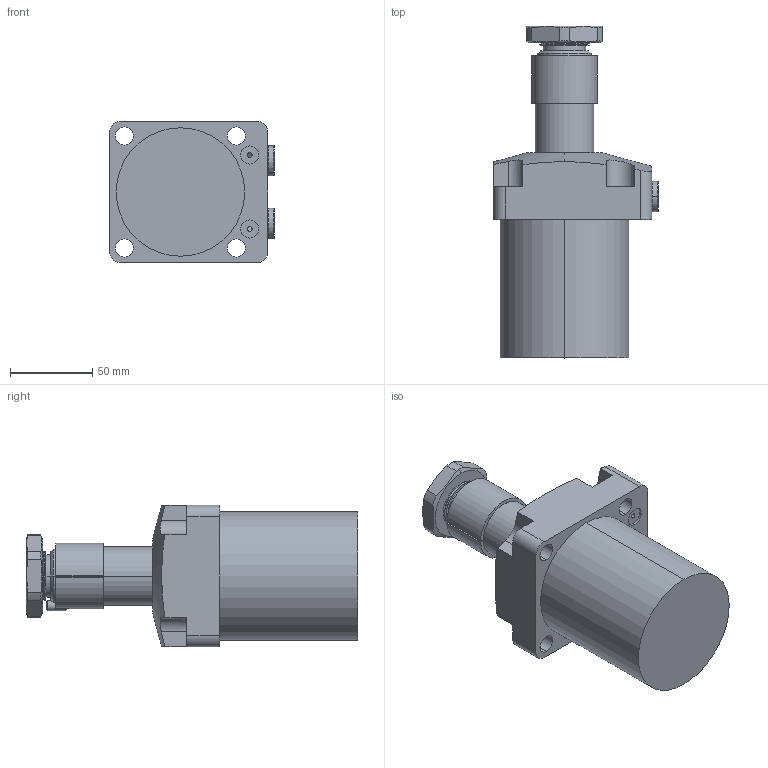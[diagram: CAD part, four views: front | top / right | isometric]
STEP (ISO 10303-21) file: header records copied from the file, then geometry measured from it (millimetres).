
FILE_DESCRIPTION (( 'STEP AP214' ), '1' );
FILE_NAME ('CHA-075PSR-90.STEP', '2018-11-14T12:16:50', ( '' ), ( '' ), 'SwSTEP 2.0', 'SolidWorks 2016', '' );
FILE_SCHEMA (( 'AUTOMOTIVE_DESIGN' ));
Length unit declared in the file: millimetre
Products named in the file (7): CHA-075PS(HSG); CHA-075P(ZH); CHA-075PS(LM); CHA-075P(XIAO); 黑芛G4-1; CHA-075P(BT); CHA-075PSR-90
Assembly tree (7 placements, depth 2):
  CHA-075PSR-90
    CHA-075P(BT)
    黑芛G4-1  x2
    CHA-075P(XIAO)
    CHA-075PS(LM)
    CHA-075P(ZH)
    CHA-075PS(HSG)
Bounding box: 100 x 201.5 x 86 mm (x, y, z)
Volume: 752003.1 mm3; surface area: 95302 mm2
Topology: 7 solids, 7 shells, 206 faces, 501 edges, 318 vertices
Faces by surface type: plane 85, cylinder 80, cone 31, torus 8, bspline 2
Entity records: 7312 total; most frequent: CARTESIAN_POINT 2770, ORIENTED_EDGE 886, DIRECTION 869, EDGE_CURVE 443, AXIS2_PLACEMENT_3D 335, VERTEX_POINT 286, EDGE_LOOP 205, VECTOR 199
